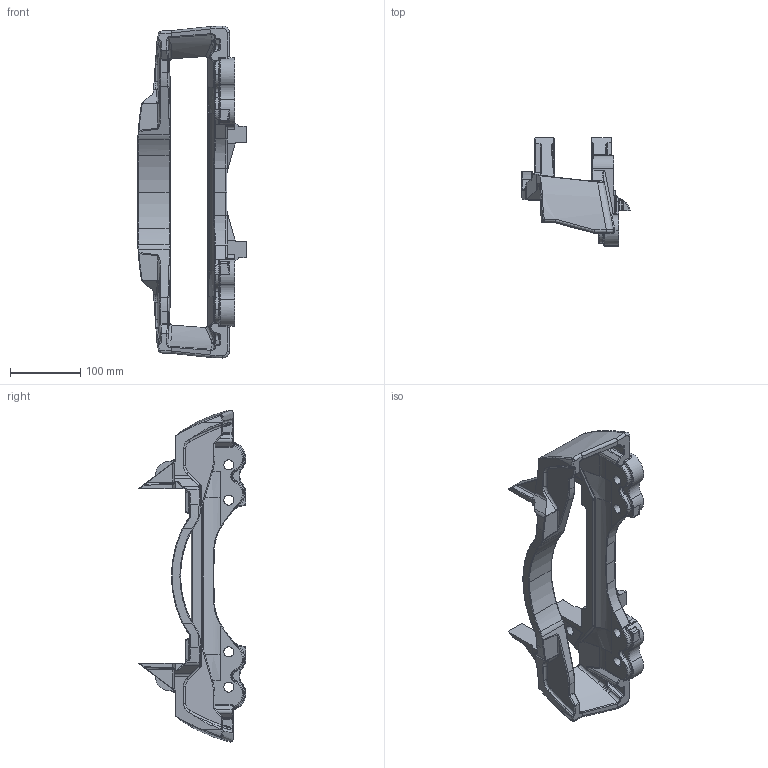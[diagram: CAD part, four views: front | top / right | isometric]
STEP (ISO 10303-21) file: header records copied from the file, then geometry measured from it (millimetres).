
FILE_DESCRIPTION (( 'STEP AP214' ), '1' );
FILE_NAME ('91106-rev2.STEP', '2021-04-20T03:25:04', ( '' ), ( '' ), 'SwSTEP 2.0', 'SolidWorks 2018', '' );
FILE_SCHEMA (( 'AUTOMOTIVE_DESIGN' ));
Length unit declared in the file: millimetre
Products named in the file (1): 91106-rev2
Bounding box: 154.3 x 153.38 x 472.63 mm (x, y, z)
Volume: 1267083.1 mm3; surface area: 200254.9 mm2
Topology: 1 solids, 1 shells, 1102 faces, 2719 edges, 1551 vertices
Faces by surface type: cylinder 377, bspline 376, plane 167, torus 126, sphere 34, cone 22
Entity records: 47348 total; most frequent: CARTESIAN_POINT 24646, ORIENTED_EDGE 5298, DIRECTION 4178, EDGE_CURVE 2649, AXIS2_PLACEMENT_3D 1689, VERTEX_POINT 1551, EDGE_LOOP 1118, ADVANCED_FACE 1102
